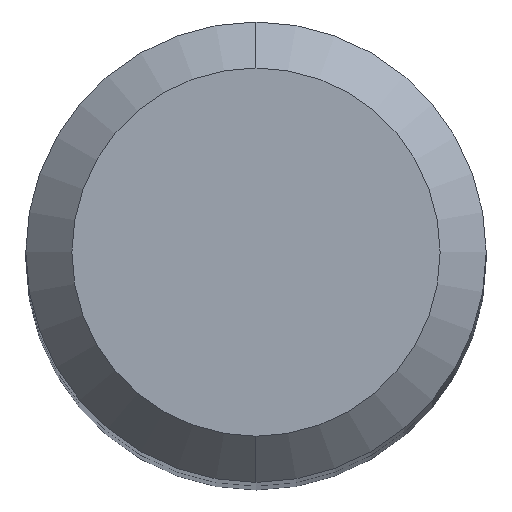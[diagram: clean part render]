
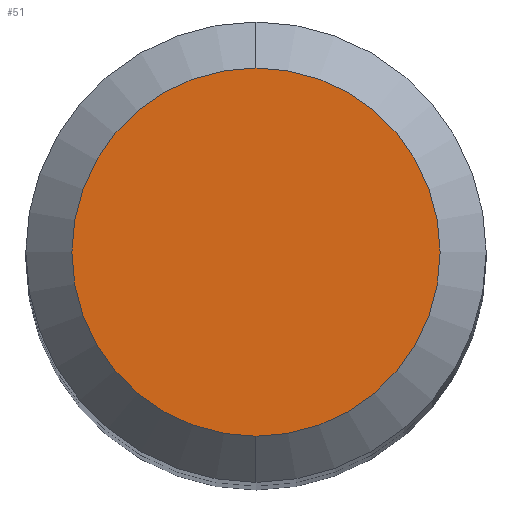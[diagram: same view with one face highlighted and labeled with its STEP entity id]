
A CAD part, top view. The second image highlights one B-rep face of the part: STEP entity #51.
In plain terms, the highlighted planar face has unit normal (0, 0, 1).
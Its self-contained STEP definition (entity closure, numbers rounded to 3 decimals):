
#51=ADVANCED_FACE('',(#108),#109,.T.);
#108=FACE_OUTER_BOUND('',#174,.T.);
#109=PLANE('',#175);
#174=EDGE_LOOP('',(#234,#235));
#175=AXIS2_PLACEMENT_3D('',#236,#237,#238);
#234=ORIENTED_EDGE('',*,*,#329,.F.);
#235=ORIENTED_EDGE('',*,*,#332,.F.);
#236=CARTESIAN_POINT('',(0.,2.,40.));
#237=DIRECTION('',(0.,0.,1.0));
#238=DIRECTION('',(0.,-1.0,0.));
#329=EDGE_CURVE('',#380,#382,#383,.T.);
#332=EDGE_CURVE('',#382,#380,#386,.T.);
#380=VERTEX_POINT('',#431);
#382=VERTEX_POINT('',#434);
#383=CIRCLE('',#435,4.);
#386=CIRCLE('',#439,4.);
#431=CARTESIAN_POINT('',(0.,4.,40.));
#434=CARTESIAN_POINT('',(0.,-4.,40.));
#435=AXIS2_PLACEMENT_3D('',#480,#481,#482);
#439=AXIS2_PLACEMENT_3D('',#484,#485,#486);
#480=CARTESIAN_POINT('',(0.,0.0,40.));
#481=DIRECTION('',(0.,0.0,-1.0));
#482=DIRECTION('',(0.0,1.0,0.0));
#484=CARTESIAN_POINT('',(0.,0.0,40.));
#485=DIRECTION('',(0.,0.0,-1.0));
#486=DIRECTION('',(0.0,1.0,0.0));
